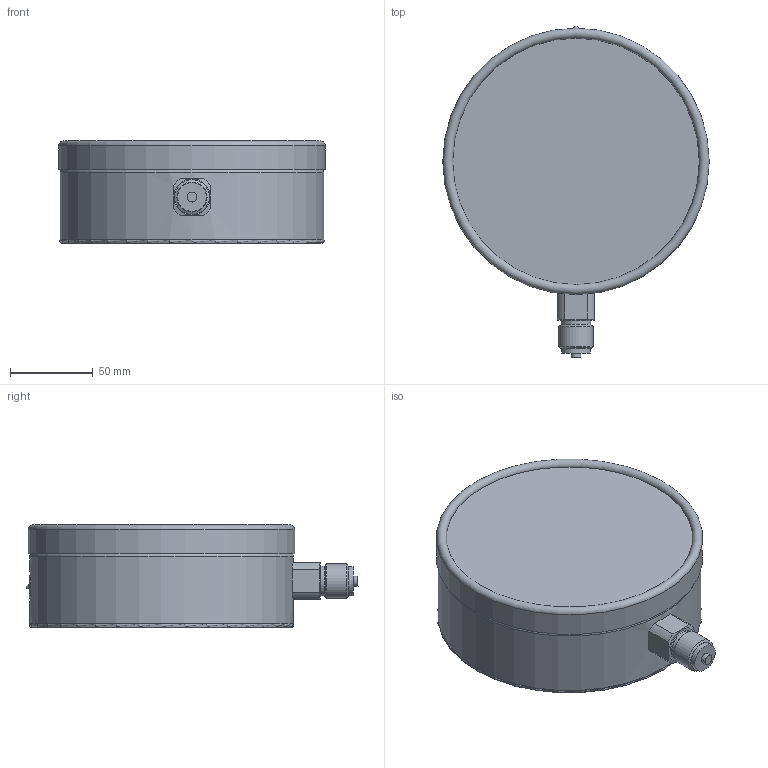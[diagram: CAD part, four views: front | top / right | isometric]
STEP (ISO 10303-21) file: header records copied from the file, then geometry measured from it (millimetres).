
FILE_DESCRIPTION(/* description */ (''),/* implementation_level */ '2;1');
FILE_NAME(/* name */ 'RF160Si_D402_855XX402.stp',/* time_stamp */ '2018-01-31T14:12:45+01:00',/* author */ ('acgl'),/* organization */ (''),/* preprocessor_version */ 'ST-DEVELOPER v15.6',/* originating_system */ 'Autodesk Inventor 2015',/* authorisation */ '');
FILE_SCHEMA (('AUTOMOTIVE_DESIGN { 1 0 10303 214 3 1 1 }'));
Length unit declared in the file: centimetre
Products named in the file (1): RF160Si_D402_855XX402
Bounding box: 161.3 x 201.05 x 61.86 mm (x, y, z)
Volume: 1204366.2 mm3; surface area: 75346.6 mm2
Topology: 1 solids, 1 shells, 44 faces, 93 edges, 58 vertices
Faces by surface type: plane 15, cylinder 12, torus 6, cone 6, bspline 4, sphere 1
Full cylindrical faces by diameter (mm): 2.5 x1, 6 x1, 15 x1, 17.5 x1, 18 x1, 20.96 x1, 159.6 x1, 161.3 x1
Entity records: 1378 total; most frequent: CARTESIAN_POINT 451, DIRECTION 170, ORIENTED_EDGE 142, AXIS2_PLACEMENT_3D 80, EDGE_CURVE 71, EDGE_LOOP 68, VERTEX_POINT 53, STYLED_ITEM 45
